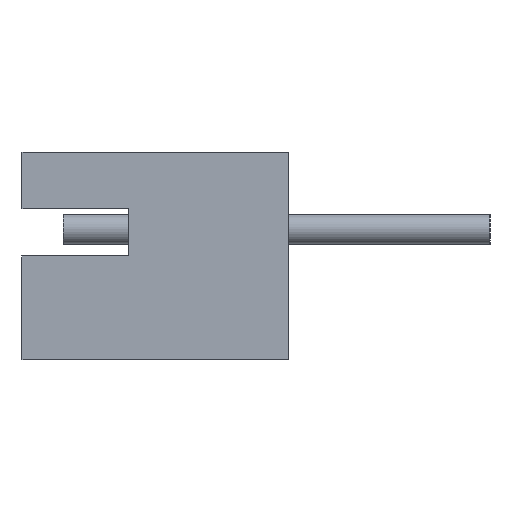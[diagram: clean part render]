
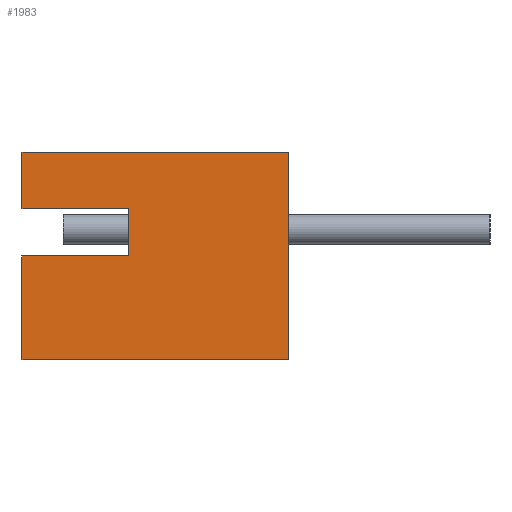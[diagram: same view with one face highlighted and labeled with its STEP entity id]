
A CAD part, left-side view. The second image highlights one B-rep face of the part: STEP entity #1983.
In plain terms, the highlighted planar face has unit normal (-1, 0, 0).
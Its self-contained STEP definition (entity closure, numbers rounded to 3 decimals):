
#78 = DIRECTION ( 'NONE',  ( 0., 1., 0. ) ) ;
#79 = VECTOR ( 'NONE', #78, 1000. ) ;
#80 = CARTESIAN_POINT ( 'NONE',  ( -10.5, 4.5, -1.75 ) ) ;
#81 = LINE ( 'NONE', #80, #79 ) ;
#82 = CARTESIAN_POINT ( 'NONE',  ( -10.5, 2.7, -1.75 ) ) ;
#83 = DIRECTION ( 'NONE',  ( 0., 0., -1. ) ) ;
#84 = VECTOR ( 'NONE', #83, 1000. ) ;
#85 = CARTESIAN_POINT ( 'NONE',  ( -10.5, 2.7, -0.95 ) ) ;
#86 = LINE ( 'NONE', #85, #84 ) ;
#1460 = EDGE_CURVE ( 'NONE', #1553, #1461, #3060, .T. ) ;
#1461 = VERTEX_POINT ( 'NONE', #3056 ) ;
#1550 = VERTEX_POINT ( 'NONE', #3134 ) ;
#1552 = EDGE_CURVE ( 'NONE', #1550, #1553, #3133, .T. ) ;
#1553 = VERTEX_POINT ( 'NONE', #3129 ) ;
#1840 = EDGE_CURVE ( 'NONE', #1461, #1841, #3815, .T. ) ;
#1841 = VERTEX_POINT ( 'NONE', #3811 ) ;
#1891 = EDGE_CURVE ( 'NONE', #1841, #1892, #3950, .T. ) ;
#1892 = VERTEX_POINT ( 'NONE', #3946 ) ;
#1902 = EDGE_CURVE ( 'NONE', #1892, #1903, #4026, .T. ) ;
#1903 = VERTEX_POINT ( 'NONE', #4022 ) ;
#1982 = EDGE_LOOP ( 'NONE', ( #1984, #2093, #2096, #2098, #2099, #2100, #2032, #2033 ) ) ;
#1983 = ADVANCED_FACE ( 'NONE', ( #4330 ), #4315, .T. ) ;
#1984 = ORIENTED_EDGE ( 'NONE', *, *, #1985, .T. ) ;
#1985 = EDGE_CURVE ( 'NONE', #1550, #1986, #4310, .T. ) ;
#1986 = VERTEX_POINT ( 'NONE', #4306 ) ;
#2032 = ORIENTED_EDGE ( 'NONE', *, *, #1460, .F. ) ;
#2033 = ORIENTED_EDGE ( 'NONE', *, *, #1552, .F. ) ;
#2093 = ORIENTED_EDGE ( 'NONE', *, *, #2094, .T. ) ;
#2094 = EDGE_CURVE ( 'NONE', #1986, #2095, #86, .T. ) ;
#2095 = VERTEX_POINT ( 'NONE', #82 ) ;
#2096 = ORIENTED_EDGE ( 'NONE', *, *, #2097, .T. ) ;
#2097 = EDGE_CURVE ( 'NONE', #2095, #1903, #81, .T. ) ;
#2098 = ORIENTED_EDGE ( 'NONE', *, *, #1902, .F. ) ;
#2099 = ORIENTED_EDGE ( 'NONE', *, *, #1891, .F. ) ;
#2100 = ORIENTED_EDGE ( 'NONE', *, *, #1840, .F. ) ;
#3056 = CARTESIAN_POINT ( 'NONE',  ( -10.5, 0., 0. ) ) ;
#3057 = DIRECTION ( 'NONE',  ( 0., -1., 0. ) ) ;
#3058 = VECTOR ( 'NONE', #3057, 1000. ) ;
#3059 = CARTESIAN_POINT ( 'NONE',  ( -10.5, 0., 0. ) ) ;
#3060 = LINE ( 'NONE', #3059, #3058 ) ;
#3129 = CARTESIAN_POINT ( 'NONE',  ( -10.5, 4.5, 0. ) ) ;
#3130 = DIRECTION ( 'NONE',  ( 0., 0., 1. ) ) ;
#3131 = VECTOR ( 'NONE', #3130, 1000. ) ;
#3132 = CARTESIAN_POINT ( 'NONE',  ( -10.5, 4.5, 0. ) ) ;
#3133 = LINE ( 'NONE', #3132, #3131 ) ;
#3134 = CARTESIAN_POINT ( 'NONE',  ( -10.5, 4.5, -0.95 ) ) ;
#3811 = CARTESIAN_POINT ( 'NONE',  ( -10.5, 0., -3.5 ) ) ;
#3812 = DIRECTION ( 'NONE',  ( 0., 0., -1. ) ) ;
#3813 = VECTOR ( 'NONE', #3812, 1000. ) ;
#3814 = CARTESIAN_POINT ( 'NONE',  ( -10.5, 0., 0. ) ) ;
#3815 = LINE ( 'NONE', #3814, #3813 ) ;
#3946 = CARTESIAN_POINT ( 'NONE',  ( -10.5, 4.5, -3.5 ) ) ;
#3947 = DIRECTION ( 'NONE',  ( 0., 1., 0. ) ) ;
#3948 = VECTOR ( 'NONE', #3947, 1000. ) ;
#3949 = CARTESIAN_POINT ( 'NONE',  ( -10.5, 0., -3.5 ) ) ;
#3950 = LINE ( 'NONE', #3949, #3948 ) ;
#4022 = CARTESIAN_POINT ( 'NONE',  ( -10.5, 4.5, -1.75 ) ) ;
#4023 = DIRECTION ( 'NONE',  ( 0., 0., 1. ) ) ;
#4024 = VECTOR ( 'NONE', #4023, 1000. ) ;
#4025 = CARTESIAN_POINT ( 'NONE',  ( -10.5, 4.5, 0. ) ) ;
#4026 = LINE ( 'NONE', #4025, #4024 ) ;
#4306 = CARTESIAN_POINT ( 'NONE',  ( -10.5, 2.7, -0.95 ) ) ;
#4307 = DIRECTION ( 'NONE',  ( 0., -1., 0. ) ) ;
#4308 = VECTOR ( 'NONE', #4307, 1000. ) ;
#4309 = CARTESIAN_POINT ( 'NONE',  ( -10.5, 4.5, -0.95 ) ) ;
#4310 = LINE ( 'NONE', #4309, #4308 ) ;
#4311 = DIRECTION ( 'NONE',  ( 0., 0., 1. ) ) ;
#4312 = DIRECTION ( 'NONE',  ( -1., 0., 0. ) ) ;
#4313 = CARTESIAN_POINT ( 'NONE',  ( -10.5, 4.5, 0. ) ) ;
#4314 = AXIS2_PLACEMENT_3D ( 'NONE', #4313, #4312, #4311 ) ;
#4315 = PLANE ( 'NONE',  #4314 ) ;
#4330 = FACE_OUTER_BOUND ( 'NONE', #1982, .T. ) ;
